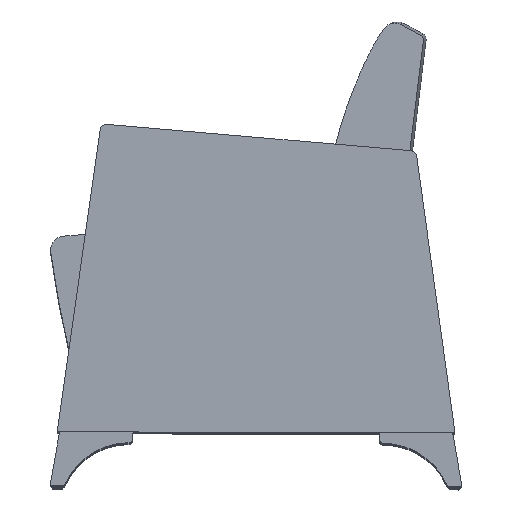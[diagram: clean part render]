
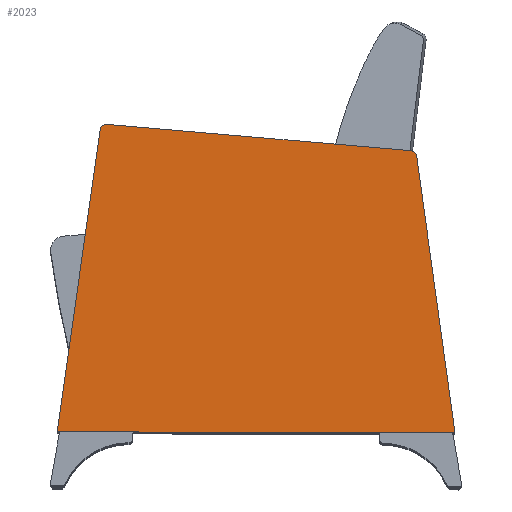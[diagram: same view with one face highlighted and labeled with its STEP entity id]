
A CAD part, top view. The second image highlights one B-rep face of the part: STEP entity #2023.
In plain terms, the highlighted planar face has unit normal (0, 0, 1).
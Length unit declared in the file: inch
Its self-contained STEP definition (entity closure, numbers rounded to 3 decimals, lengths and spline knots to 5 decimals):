
#319=PLANE('',#2285);
#425=FACE_OUTER_BOUND('',#558,.T.);
#558=EDGE_LOOP('',(#1779,#1780,#1781,#1782,#1783,#1784));
#688=LINE('',#4337,#776);
#691=LINE('',#4342,#779);
#692=LINE('',#4347,#780);
#693=LINE('',#4348,#781);
#776=VECTOR('',#2752,0.3937);
#779=VECTOR('',#2757,0.3937);
#780=VECTOR('',#2762,0.3937);
#781=VECTOR('',#2763,0.3937);
#865=CIRCLE('',#2279,0.5);
#868=CIRCLE('',#2286,0.5);
#1028=VERTEX_POINT('',#4317);
#1029=VERTEX_POINT('',#4318);
#1036=VERTEX_POINT('',#4336);
#1037=VERTEX_POINT('',#4340);
#1038=VERTEX_POINT('',#4344);
#1039=VERTEX_POINT('',#4346);
#1285=EDGE_CURVE('',#1028,#1029,#865,.T.);
#1294=EDGE_CURVE('',#1029,#1036,#688,.T.);
#1297=EDGE_CURVE('',#1028,#1037,#691,.T.);
#1298=EDGE_CURVE('',#1038,#1037,#868,.T.);
#1299=EDGE_CURVE('',#1039,#1038,#692,.T.);
#1300=EDGE_CURVE('',#1036,#1039,#693,.T.);
#1779=ORIENTED_EDGE('',*,*,#1285,.F.);
#1780=ORIENTED_EDGE('',*,*,#1297,.T.);
#1781=ORIENTED_EDGE('',*,*,#1298,.F.);
#1782=ORIENTED_EDGE('',*,*,#1299,.F.);
#1783=ORIENTED_EDGE('',*,*,#1300,.F.);
#1784=ORIENTED_EDGE('',*,*,#1294,.F.);
#2023=ADVANCED_FACE('',(#425),#319,.T.);
#2279=AXIS2_PLACEMENT_3D('',#4319,#2736,#2737);
#2285=AXIS2_PLACEMENT_3D('',#4343,#2758,#2759);
#2286=AXIS2_PLACEMENT_3D('',#4345,#2760,#2761);
#2736=DIRECTION('center_axis',(0.,0.,-1.));
#2737=DIRECTION('ref_axis',(0.687,0.726,0.));
#2752=DIRECTION('',(0.139,-0.99,0.));
#2757=DIRECTION('',(-0.996,0.084,0.));
#2758=DIRECTION('center_axis',(0.,0.,1.));
#2759=DIRECTION('ref_axis',(1.,0.,0.));
#2760=DIRECTION('center_axis',(0.,0.,-1.));
#2761=DIRECTION('ref_axis',(-0.656,0.755,0.));
#2762=DIRECTION('',(0.139,0.99,0.));
#2763=DIRECTION('',(-1.,0.,0.));
#4317=CARTESIAN_POINT('',(9.12104,20.07558,2.75));
#4318=CARTESIAN_POINT('',(9.57405,19.64695,2.75));
#4319=CARTESIAN_POINT('Origin',(9.07891,19.57736,2.75));
#4336=CARTESIAN_POINT('',(12.28079,0.38751,2.75));
#4337=CARTESIAN_POINT('',(9.25916,21.88751,2.75));
#4340=CARTESIAN_POINT('',(-12.15771,21.87479,2.75));
#4342=CARTESIAN_POINT('',(-6.44152,21.39147,2.75));
#4343=CARTESIAN_POINT('Origin',(-1.61059,10.43854,2.75));
#4344=CARTESIAN_POINT('',(-12.54082,21.45709,2.75));
#4345=CARTESIAN_POINT('Origin',(-12.04569,21.38751,2.75));
#4346=CARTESIAN_POINT('',(-15.50196,0.38751,2.75));
#4347=CARTESIAN_POINT('',(-15.50196,0.38751,2.75));
#4348=CARTESIAN_POINT('',(12.28079,0.38751,2.75));
